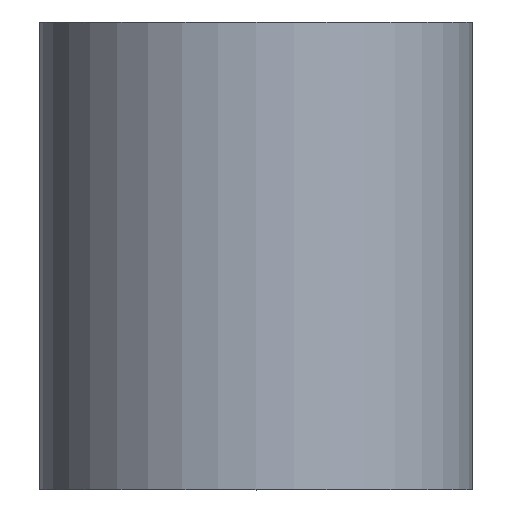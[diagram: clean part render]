
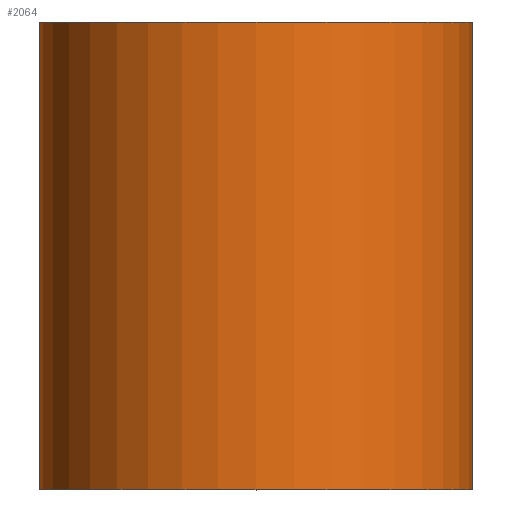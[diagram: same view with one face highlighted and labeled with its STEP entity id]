
A CAD part, top view. The second image highlights one B-rep face of the part: STEP entity #2064.
In plain terms, the highlighted cylindrical face has radius 44 mm (diameter 88 mm), a partial arc.
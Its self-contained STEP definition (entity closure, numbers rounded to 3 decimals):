
#22 = ORIENTED_EDGE ( 'NONE', *, *, #134, .F. ) ;
#112 = DIRECTION ( 'NONE',  ( 0., 1., 0. ) ) ;
#125 = DIRECTION ( 'NONE',  ( 0., 1., 0. ) ) ;
#134 = EDGE_CURVE ( 'NONE', #1620, #2268, #234, .T. ) ;
#234 = LINE ( 'NONE', #1123, #1109 ) ;
#272 = DIRECTION ( 'NONE',  ( -1., 0., 0. ) ) ;
#427 = CARTESIAN_POINT ( 'NONE',  ( -44., -40., 0. ) ) ;
#479 = DIRECTION ( 'NONE',  ( 0., 1., 0. ) ) ;
#516 = CARTESIAN_POINT ( 'NONE',  ( 0., -40., 0. ) ) ;
#651 = LINE ( 'NONE', #1372, #2044 ) ;
#738 = EDGE_CURVE ( 'NONE', #1620, #1135, #1380, .T. ) ;
#806 = EDGE_CURVE ( 'NONE', #1135, #2068, #651, .T. ) ;
#826 = DIRECTION ( 'NONE',  ( -1., 0., 0. ) ) ;
#919 = AXIS2_PLACEMENT_3D ( 'NONE', #516, #1711, #826 ) ;
#972 = ORIENTED_EDGE ( 'NONE', *, *, #738, .T. ) ;
#1001 = CARTESIAN_POINT ( 'NONE',  ( 44., 55., 0. ) ) ;
#1038 = AXIS2_PLACEMENT_3D ( 'NONE', #2033, #112, #1594 ) ;
#1109 = VECTOR ( 'NONE', #1968, 1000. ) ;
#1123 = CARTESIAN_POINT ( 'NONE',  ( -44., 55., 0. ) ) ;
#1135 = VERTEX_POINT ( 'NONE', #2109 ) ;
#1162 = CYLINDRICAL_SURFACE ( 'NONE', #1526, 44. ) ;
#1180 = CARTESIAN_POINT ( 'NONE',  ( 0., 26.321, 0. ) ) ;
#1189 = CIRCLE ( 'NONE', #1038, 44. ) ;
#1282 = EDGE_CURVE ( 'NONE', #2268, #2068, #1189, .T. ) ;
#1318 = CARTESIAN_POINT ( 'NONE',  ( -44., 55., 0. ) ) ;
#1372 = CARTESIAN_POINT ( 'NONE',  ( 44., 55., 0. ) ) ;
#1380 = CIRCLE ( 'NONE', #919, 44. ) ;
#1526 = AXIS2_PLACEMENT_3D ( 'NONE', #1180, #479, #272 ) ;
#1594 = DIRECTION ( 'NONE',  ( -1., 0., 0. ) ) ;
#1620 = VERTEX_POINT ( 'NONE', #427 ) ;
#1662 = ORIENTED_EDGE ( 'NONE', *, *, #806, .T. ) ;
#1711 = DIRECTION ( 'NONE',  ( 0., 1., 0. ) ) ;
#1968 = DIRECTION ( 'NONE',  ( 0., 1., 0. ) ) ;
#1975 = EDGE_LOOP ( 'NONE', ( #1662, #2248, #22, #972 ) ) ;
#2033 = CARTESIAN_POINT ( 'NONE',  ( 0., 55., 0. ) ) ;
#2044 = VECTOR ( 'NONE', #125, 1000. ) ;
#2048 = FACE_OUTER_BOUND ( 'NONE', #1975, .T. ) ;
#2064 = ADVANCED_FACE ( 'NONE', ( #2048 ), #1162, .T. ) ;
#2068 = VERTEX_POINT ( 'NONE', #1001 ) ;
#2109 = CARTESIAN_POINT ( 'NONE',  ( 44., -40., 0. ) ) ;
#2248 = ORIENTED_EDGE ( 'NONE', *, *, #1282, .F. ) ;
#2268 = VERTEX_POINT ( 'NONE', #1318 ) ;
